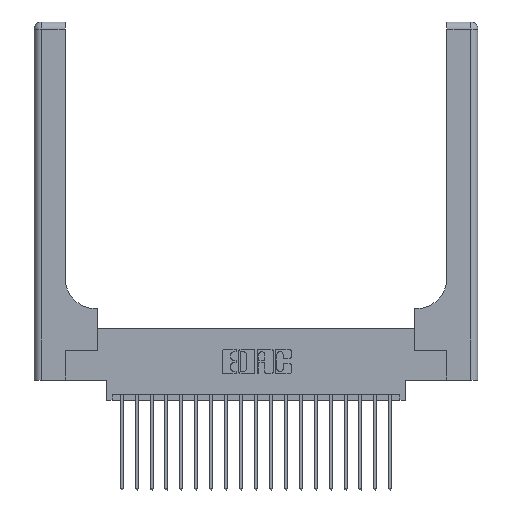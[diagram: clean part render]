
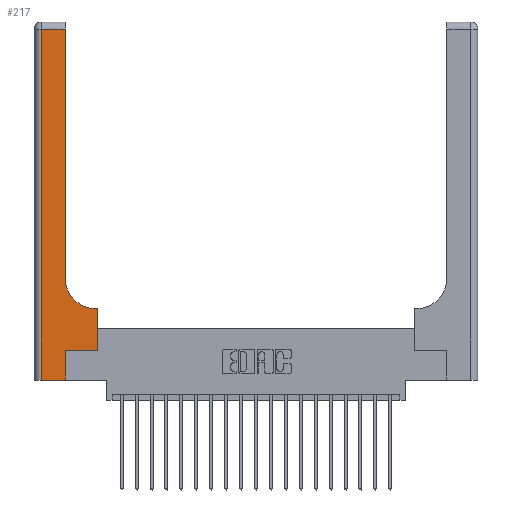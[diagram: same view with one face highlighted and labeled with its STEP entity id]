
A CAD part, top view. The second image highlights one B-rep face of the part: STEP entity #217.
In plain terms, the highlighted planar face has unit normal (0, 0, 1).
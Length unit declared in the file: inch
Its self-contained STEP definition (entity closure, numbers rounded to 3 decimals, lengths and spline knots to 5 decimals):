
#85 = DIRECTION ( 'NONE',  ( -1., 0., 0. ) ) ;
#187 = EDGE_CURVE ( 'NONE', #14619, #14785, #13226, .T. ) ;
#217 = ADVANCED_FACE ( 'NONE', ( #6751 ), #9642, .F. ) ;
#757 = VECTOR ( 'NONE', #7001, 39.37008 ) ;
#907 = VECTOR ( 'NONE', #15286, 39.37008 ) ;
#916 = ORIENTED_EDGE ( 'NONE', *, *, #16820, .T. ) ;
#1159 = VERTEX_POINT ( 'NONE', #11986 ) ;
#1544 = DIRECTION ( 'NONE',  ( -1., 0., 0. ) ) ;
#1668 = CARTESIAN_POINT ( 'NONE',  ( 0.528, 0.6, 0.37 ) ) ;
#1842 = DIRECTION ( 'NONE',  ( 1., 0., 0. ) ) ;
#1881 = CARTESIAN_POINT ( 'NONE',  ( 0., 3., 0.37 ) ) ;
#2222 = CARTESIAN_POINT ( 'NONE',  ( 0.26, 0.6, 0.37 ) ) ;
#2227 = CARTESIAN_POINT ( 'NONE',  ( 0.265, 0.25, 0.37 ) ) ;
#2634 = VECTOR ( 'NONE', #14130, 39.37008 ) ;
#2650 = DIRECTION ( 'NONE',  ( 0., 1., 0. ) ) ;
#3397 = VERTEX_POINT ( 'NONE', #3587 ) ;
#3587 = CARTESIAN_POINT ( 'NONE',  ( 0.26, 0.85, 0.37 ) ) ;
#3844 = CARTESIAN_POINT ( 'NONE',  ( 0.528, 0.25, 0.37 ) ) ;
#4426 = CARTESIAN_POINT ( 'NONE',  ( 0.265, 0.25, 0.37 ) ) ;
#4690 = EDGE_CURVE ( 'NONE', #13544, #7648, #16774, .T. ) ;
#4858 = EDGE_CURVE ( 'NONE', #6939, #3397, #21233, .T. ) ;
#5149 = ORIENTED_EDGE ( 'NONE', *, *, #13487, .T. ) ;
#5370 = CARTESIAN_POINT ( 'NONE',  ( 0.528, 0.25, 0.37 ) ) ;
#5393 = ORIENTED_EDGE ( 'NONE', *, *, #4690, .T. ) ;
#5721 = LINE ( 'NONE', #7124, #2634 ) ;
#6116 = CARTESIAN_POINT ( 'NONE',  ( 0.265, 0., 0.37 ) ) ;
#6484 = EDGE_CURVE ( 'NONE', #10357, #14619, #6514, .T. ) ;
#6514 = LINE ( 'NONE', #11555, #9227 ) ;
#6543 = DIRECTION ( 'NONE',  ( 0., -1., 0. ) ) ;
#6667 = VECTOR ( 'NONE', #17385, 39.37008 ) ;
#6751 = FACE_OUTER_BOUND ( 'NONE', #10481, .T. ) ;
#6939 = VERTEX_POINT ( 'NONE', #11886 ) ;
#7001 = DIRECTION ( 'NONE',  ( 1., 0., 0. ) ) ;
#7124 = CARTESIAN_POINT ( 'NONE',  ( 0., 0., 0.37 ) ) ;
#7648 = VERTEX_POINT ( 'NONE', #1668 ) ;
#7829 = DIRECTION ( 'NONE',  ( 0., 0., -1. ) ) ;
#8835 = AXIS2_PLACEMENT_3D ( 'NONE', #1881, #21075, #12923 ) ;
#8850 = EDGE_CURVE ( 'NONE', #14785, #1159, #5721, .T. ) ;
#9195 = LINE ( 'NONE', #17273, #6667 ) ;
#9227 = VECTOR ( 'NONE', #1544, 39.37008 ) ;
#9642 = PLANE ( 'NONE',  #8835 ) ;
#9928 = ORIENTED_EDGE ( 'NONE', *, *, #14448, .T. ) ;
#10357 = VERTEX_POINT ( 'NONE', #12280 ) ;
#10481 = EDGE_LOOP ( 'NONE', ( #9928, #19563, #11032, #13804, #21160, #5149, #5393, #916, #16956 ) ) ;
#10645 = CARTESIAN_POINT ( 'NONE',  ( 0.06, 2.94, 0.37 ) ) ;
#11032 = ORIENTED_EDGE ( 'NONE', *, *, #187, .T. ) ;
#11152 = CARTESIAN_POINT ( 'NONE',  ( 0.51, 0.85, 0.37 ) ) ;
#11555 = CARTESIAN_POINT ( 'NONE',  ( 0., 2.94, 0.37 ) ) ;
#11886 = CARTESIAN_POINT ( 'NONE',  ( 0.51, 0.6, 0.37 ) ) ;
#11986 = CARTESIAN_POINT ( 'NONE',  ( 0.265, 0., 0.37 ) ) ;
#12280 = CARTESIAN_POINT ( 'NONE',  ( 0.26, 2.94, 0.37 ) ) ;
#12641 = VECTOR ( 'NONE', #6543, 39.37008 ) ;
#12923 = DIRECTION ( 'NONE',  ( -1., 0., 0. ) ) ;
#12985 = VECTOR ( 'NONE', #2650, 39.37008 ) ;
#13226 = LINE ( 'NONE', #19767, #12641 ) ;
#13261 = VERTEX_POINT ( 'NONE', #4426 ) ;
#13487 = EDGE_CURVE ( 'NONE', #13261, #13544, #20219, .T. ) ;
#13544 = VERTEX_POINT ( 'NONE', #3844 ) ;
#13804 = ORIENTED_EDGE ( 'NONE', *, *, #8850, .T. ) ;
#14130 = DIRECTION ( 'NONE',  ( 1., 0., 0. ) ) ;
#14448 = EDGE_CURVE ( 'NONE', #3397, #10357, #9195, .T. ) ;
#14619 = VERTEX_POINT ( 'NONE', #10645 ) ;
#14785 = VERTEX_POINT ( 'NONE', #18967 ) ;
#15286 = DIRECTION ( 'NONE',  ( 0., 1., 0. ) ) ;
#15815 = LINE ( 'NONE', #6116, #12985 ) ;
#16098 = AXIS2_PLACEMENT_3D ( 'NONE', #11152, #7829, #1842 ) ;
#16774 = LINE ( 'NONE', #5370, #907 ) ;
#16820 = EDGE_CURVE ( 'NONE', #7648, #6939, #17002, .T. ) ;
#16956 = ORIENTED_EDGE ( 'NONE', *, *, #4858, .T. ) ;
#17002 = LINE ( 'NONE', #2222, #18750 ) ;
#17273 = CARTESIAN_POINT ( 'NONE',  ( 0.26, 3., 0.37 ) ) ;
#17385 = DIRECTION ( 'NONE',  ( 0., 1., 0. ) ) ;
#18750 = VECTOR ( 'NONE', #85, 39.37008 ) ;
#18967 = CARTESIAN_POINT ( 'NONE',  ( 0.06, 0., 0.37 ) ) ;
#19563 = ORIENTED_EDGE ( 'NONE', *, *, #6484, .T. ) ;
#19767 = CARTESIAN_POINT ( 'NONE',  ( 0.06, 3., 0.37 ) ) ;
#20219 = LINE ( 'NONE', #2227, #757 ) ;
#20603 = EDGE_CURVE ( 'NONE', #1159, #13261, #15815, .T. ) ;
#21075 = DIRECTION ( 'NONE',  ( 0., 0., -1. ) ) ;
#21160 = ORIENTED_EDGE ( 'NONE', *, *, #20603, .T. ) ;
#21233 = CIRCLE ( 'NONE', #16098, 0.25 ) ;
